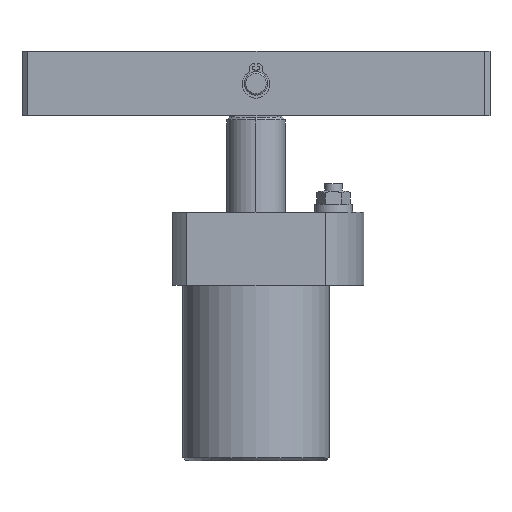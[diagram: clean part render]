
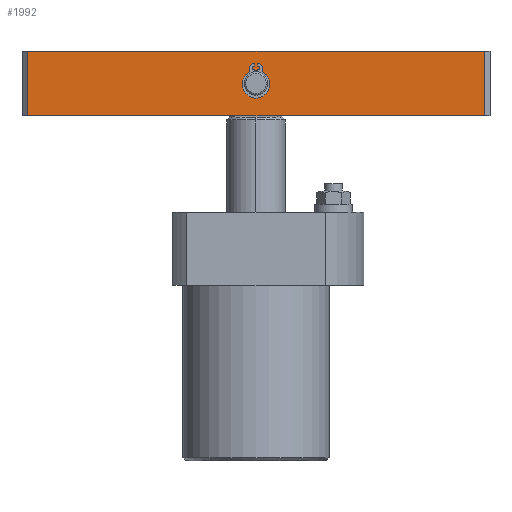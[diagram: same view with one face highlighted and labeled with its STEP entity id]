
A CAD part, front view. The second image highlights one B-rep face of the part: STEP entity #1992.
In plain terms, the highlighted face is planar.
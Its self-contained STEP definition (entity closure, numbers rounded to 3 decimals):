
#132 = AXIS2_PLACEMENT_3D ( 'NONE', #1280, #1281, #1282 ) ;
#162 = AXIS2_PLACEMENT_3D ( 'NONE', #7804, #7805, #7806 ) ;
#1280 = CARTESIAN_POINT ( 'NONE',  ( 0., 0., 11. ) ) ;
#1281 = DIRECTION ( 'NONE',  ( 0., 0., -1. ) ) ;
#1282 = DIRECTION ( 'NONE',  ( -1., 0., 0. ) ) ;
#1641 = CARTESIAN_POINT ( 'NONE',  ( -78., 11., 11. ) ) ;
#1642 = DIRECTION ( 'NONE',  ( 0., -1., 0. ) ) ;
#1678 = CARTESIAN_POINT ( 'NONE',  ( 78., 11., 11. ) ) ;
#1725 = CARTESIAN_POINT ( 'NONE',  ( -4.5, 0., 11. ) ) ;
#1772 = CARTESIAN_POINT ( 'NONE',  ( -78., -11., 11. ) ) ;
#1815 = CARTESIAN_POINT ( 'NONE',  ( 78., -11., 11. ) ) ;
#1856 = CARTESIAN_POINT ( 'NONE',  ( 4.5, 0., 11. ) ) ;
#1867 = CARTESIAN_POINT ( 'NONE',  ( -78., 11., 11. ) ) ;
#1992 = ADVANCED_FACE ( 'NONE', ( #2956, #2962 ), #4410, .F. ) ;
#2854 = EDGE_CURVE ( 'NONE', #7138, #7007, #7554, .T. ) ;
#2956 = FACE_BOUND ( 'NONE', #6862, .T. ) ;
#2962 = FACE_OUTER_BOUND ( 'NONE', #6879, .T. ) ;
#3241 = EDGE_CURVE ( 'NONE', #7149, #6950, #5328, .T. ) ;
#3242 = EDGE_CURVE ( 'NONE', #7097, #6950, #5330, .T. ) ;
#3243 = EDGE_CURVE ( 'NONE', #7054, #7097, #5327, .T. ) ;
#3244 = EDGE_CURVE ( 'NONE', #7007, #7138, #5334, .T. ) ;
#3830 = EDGE_CURVE ( 'NONE', #7149, #7054, #6528, .T. ) ;
#4405 = CARTESIAN_POINT ( 'NONE',  ( -80., 11., 11. ) ) ;
#4410 = PLANE ( 'NONE',  #5863 ) ;
#4415 = DIRECTION ( 'NONE',  ( 0., 0., -1. ) ) ;
#4416 = DIRECTION ( 'NONE',  ( -1., 0., 0. ) ) ;
#5327 = LINE ( 'NONE', #7791, #5335 ) ;
#5328 = LINE ( 'NONE', #7796, #5331 ) ;
#5330 = LINE ( 'NONE', #7798, #5333 ) ;
#5331 = VECTOR ( 'NONE', #7797, 1000. ) ;
#5333 = VECTOR ( 'NONE', #7800, 1000. ) ;
#5334 = CIRCLE ( 'NONE', #162, 4.5 ) ;
#5335 = VECTOR ( 'NONE', #7801, 1000. ) ;
#5863 = AXIS2_PLACEMENT_3D ( 'NONE', #4405, #4415, #4416 ) ;
#6241 = ORIENTED_EDGE ( 'NONE', *, *, #2854, .T. ) ;
#6242 = ORIENTED_EDGE ( 'NONE', *, *, #3244, .T. ) ;
#6243 = ORIENTED_EDGE ( 'NONE', *, *, #3243, .T. ) ;
#6244 = ORIENTED_EDGE ( 'NONE', *, *, #3242, .T. ) ;
#6245 = ORIENTED_EDGE ( 'NONE', *, *, #3241, .F. ) ;
#6246 = ORIENTED_EDGE ( 'NONE', *, *, #3830, .T. ) ;
#6528 = LINE ( 'NONE', #1641, #6529 ) ;
#6529 = VECTOR ( 'NONE', #1642, 1000. ) ;
#6862 = EDGE_LOOP ( 'NONE', ( #6241, #6242 ) ) ;
#6879 = EDGE_LOOP ( 'NONE', ( #6243, #6244, #6245, #6246 ) ) ;
#6950 = VERTEX_POINT ( 'NONE', #1678 ) ;
#7007 = VERTEX_POINT ( 'NONE', #1725 ) ;
#7054 = VERTEX_POINT ( 'NONE', #1772 ) ;
#7097 = VERTEX_POINT ( 'NONE', #1815 ) ;
#7138 = VERTEX_POINT ( 'NONE', #1856 ) ;
#7149 = VERTEX_POINT ( 'NONE', #1867 ) ;
#7554 = CIRCLE ( 'NONE', #132, 4.5 ) ;
#7791 = CARTESIAN_POINT ( 'NONE',  ( -80., -11., 11. ) ) ;
#7796 = CARTESIAN_POINT ( 'NONE',  ( -80., 11., 11. ) ) ;
#7797 = DIRECTION ( 'NONE',  ( 1., 0., 0. ) ) ;
#7798 = CARTESIAN_POINT ( 'NONE',  ( 78., 11., 11. ) ) ;
#7800 = DIRECTION ( 'NONE',  ( 0., 1., 0. ) ) ;
#7801 = DIRECTION ( 'NONE',  ( 1., 0., 0. ) ) ;
#7804 = CARTESIAN_POINT ( 'NONE',  ( 0., 0., 11. ) ) ;
#7805 = DIRECTION ( 'NONE',  ( 0., 0., -1. ) ) ;
#7806 = DIRECTION ( 'NONE',  ( -1., 0., 0. ) ) ;
